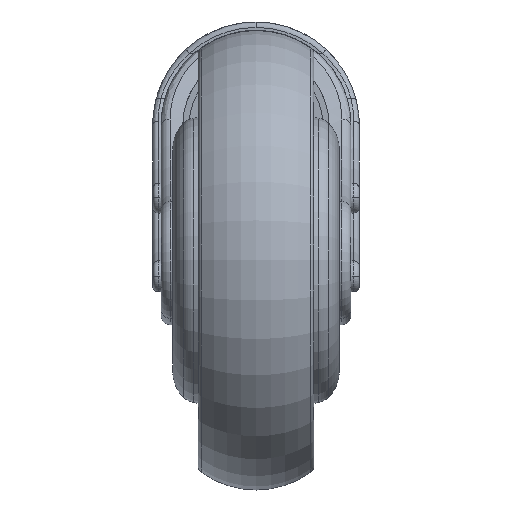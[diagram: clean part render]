
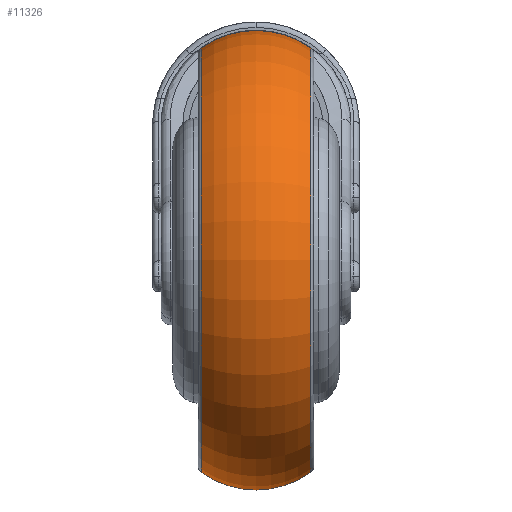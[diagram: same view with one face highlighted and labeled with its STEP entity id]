
A CAD part, front view. The second image highlights one B-rep face of the part: STEP entity #11326.
In plain terms, the highlighted toroidal (fillet/blend) face has major radius 37.6 mm and minor radius 25.9 mm.
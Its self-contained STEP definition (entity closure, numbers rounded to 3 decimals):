
#139 = DIRECTION ( 'NONE',  ( 0., 1., 0. ) ) ;
#616 = CARTESIAN_POINT ( 'NONE',  ( 15.172, 0., 0. ) ) ;
#668 = DIRECTION ( 'NONE',  ( 1., 0., 0. ) ) ;
#801 = EDGE_CURVE ( 'NONE', #5391, #5191, #10311, .T. ) ;
#1276 = CARTESIAN_POINT ( 'NONE',  ( -15.172, 0., 58.591 ) ) ;
#1866 = DIRECTION ( 'NONE',  ( 0., 0., -1. ) ) ;
#2489 = EDGE_CURVE ( 'NONE', #9501, #5191, #10708, .T. ) ;
#2679 = AXIS2_PLACEMENT_3D ( 'NONE', #6996, #11165, #1866 ) ;
#4247 = DIRECTION ( 'NONE',  ( 0., 0., 1. ) ) ;
#4479 = CARTESIAN_POINT ( 'NONE',  ( -15.172, 0., 0. ) ) ;
#4729 = DIRECTION ( 'NONE',  ( 1., 0., 0. ) ) ;
#4779 = DIRECTION ( 'NONE',  ( 0., 0., -1. ) ) ;
#4973 = CIRCLE ( 'NONE', #6696, 58.591 ) ;
#5138 = AXIS2_PLACEMENT_3D ( 'NONE', #9404, #139, #4247 ) ;
#5191 = VERTEX_POINT ( 'NONE', #9178 ) ;
#5330 = EDGE_CURVE ( 'NONE', #6413, #9501, #4973, .T. ) ;
#5391 = VERTEX_POINT ( 'NONE', #9710 ) ;
#5434 = TOROIDAL_SURFACE ( 'NONE', #13065, 37.6, 25.9 ) ;
#6413 = VERTEX_POINT ( 'NONE', #1276 ) ;
#6696 = AXIS2_PLACEMENT_3D ( 'NONE', #4479, #8611, #12794 ) ;
#6740 = ORIENTED_EDGE ( 'NONE', *, *, #801, .F. ) ;
#6996 = CARTESIAN_POINT ( 'NONE',  ( 0., 0., -37.6 ) ) ;
#7714 = AXIS2_PLACEMENT_3D ( 'NONE', #616, #4729, #8865 ) ;
#8611 = DIRECTION ( 'NONE',  ( 1., 0., 0. ) ) ;
#8865 = DIRECTION ( 'NONE',  ( 0., 0., -1. ) ) ;
#9178 = CARTESIAN_POINT ( 'NONE',  ( 15.172, 0., -58.591 ) ) ;
#9404 = CARTESIAN_POINT ( 'NONE',  ( 0., 0., 37.6 ) ) ;
#9501 = VERTEX_POINT ( 'NONE', #11375 ) ;
#9710 = CARTESIAN_POINT ( 'NONE',  ( 15.172, 0., 58.591 ) ) ;
#9949 = CARTESIAN_POINT ( 'NONE',  ( 0., 0., 0. ) ) ;
#10311 = CIRCLE ( 'NONE', #7714, 58.591 ) ;
#10379 = ORIENTED_EDGE ( 'NONE', *, *, #5330, .T. ) ;
#10708 = CIRCLE ( 'NONE', #2679, 25.9 ) ;
#10968 = FACE_OUTER_BOUND ( 'NONE', #12286, .T. ) ;
#11011 = CIRCLE ( 'NONE', #5138, 25.9 ) ;
#11165 = DIRECTION ( 'NONE',  ( 0., -1., 0. ) ) ;
#11326 = ADVANCED_FACE ( 'NONE', ( #10968 ), #5434, .T. ) ;
#11375 = CARTESIAN_POINT ( 'NONE',  ( -15.172, 0., -58.591 ) ) ;
#12214 = ORIENTED_EDGE ( 'NONE', *, *, #2489, .T. ) ;
#12286 = EDGE_LOOP ( 'NONE', ( #12550, #10379, #12214, #6740 ) ) ;
#12550 = ORIENTED_EDGE ( 'NONE', *, *, #13327, .F. ) ;
#12794 = DIRECTION ( 'NONE',  ( 0., 0., -1. ) ) ;
#13065 = AXIS2_PLACEMENT_3D ( 'NONE', #9949, #668, #4779 ) ;
#13327 = EDGE_CURVE ( 'NONE', #6413, #5391, #11011, .T. ) ;
